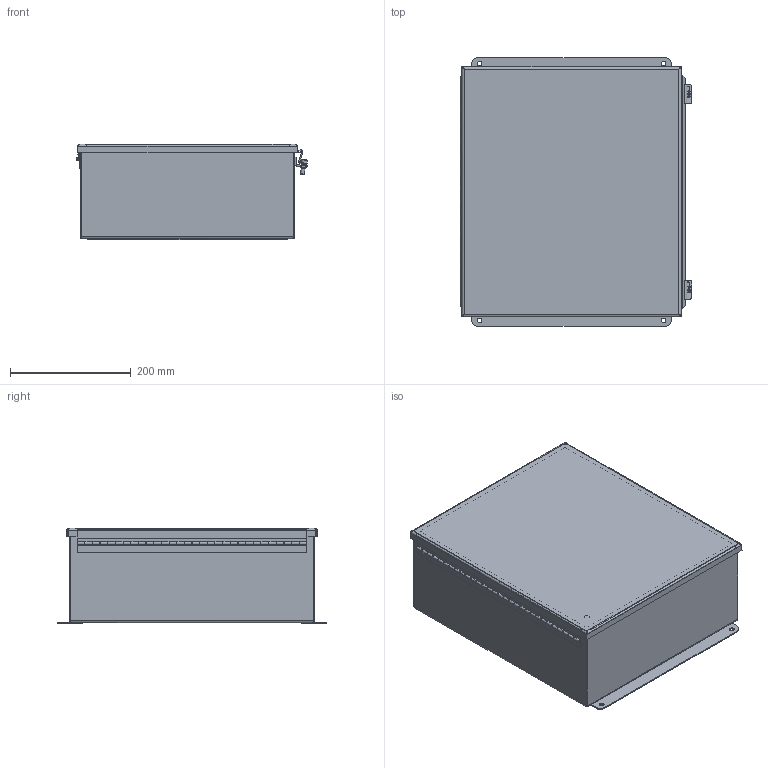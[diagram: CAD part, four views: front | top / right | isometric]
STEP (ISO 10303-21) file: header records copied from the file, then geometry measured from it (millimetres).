
FILE_DESCRIPTION(/* description */ ('NEMA4X/IP66, JIC, 316 S.S., CH, 16X14X6'),/* implementation_level */ '2;1');
FILE_NAME(/* name */ 'BN4161406CHSSA.stp',/* time_stamp */ '2021-10-14T08:54:25-05:00',/* author */ ('samuelbadillo'),/* organization */ (''),/* preprocessor_version */ 'ST-DEVELOPER v18',/* originating_system */ 'Autodesk Inventor 2020',/* authorisation */ '');
FILE_SCHEMA (('AUTOMOTIVE_DESIGN { 1 0 10303 214 3 1 1 }'));
Length unit declared in the file: inch
Products named in the file (14): BN4161406CHSSA; B_161406_SSABKP; 32886; 32886LH; 32886P; 32886TH; B_1614CHSSALID; 348132; 30810; 30811; 372164; 34973; B_1614_FIP; HFW3883
Assembly tree (20 placements, depth 3):
  BN4161406CHSSA
    B_161406_SSABKP
    32886
      32886LH
      32886P
      32886TH
    B_1614CHSSALID
    348132  x2
    30810  x2
    30811  x2
    372164  x2
    34973  x4
    B_1614_FIP
    HFW3883
Bounding box: 383.17 x 444.5 x 158.92 mm (x, y, z)
Volume: 994909.6 mm3; surface area: 1264192.3 mm2
Topology: 19 solids, 19 shells, 518 faces, 1301 edges, 837 vertices
Faces by surface type: plane 286, cylinder 161, bspline 42, torus 22, sphere 4, cone 3
Full cylindrical faces by diameter (mm): 2.54 x1, 2.794 x8, 2.957 x30, 3.962 x4, 4.826 x1, 4.978 x2, 6.35 x2, 7.62 x4, 7.874 x4, 8.56 x1, 8.738 x2, 10.402 x2, 15.875 x4
Entity records: 14181 total; most frequent: CARTESIAN_POINT 3119, DIRECTION 2100, ORIENTED_EDGE 2082, EDGE_CURVE 1041, AXIS2_PLACEMENT_3D 701, LINE 698, VECTOR 698, VERTEX_POINT 659
